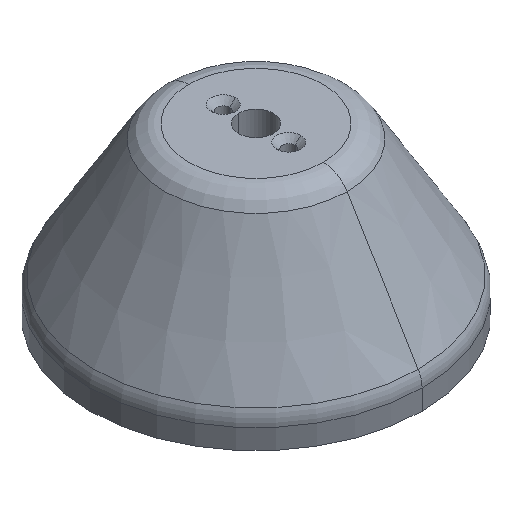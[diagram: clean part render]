
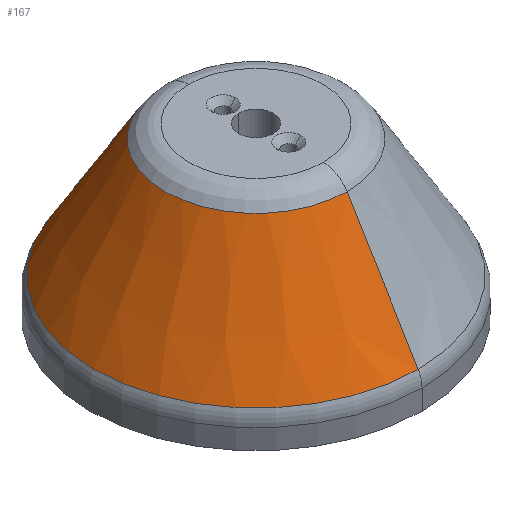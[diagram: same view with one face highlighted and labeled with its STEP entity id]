
A CAD part, isometric view. The second image highlights one B-rep face of the part: STEP entity #167.
In plain terms, the highlighted conical face has half-angle 30.964 degrees and reference radius 38.1 mm.
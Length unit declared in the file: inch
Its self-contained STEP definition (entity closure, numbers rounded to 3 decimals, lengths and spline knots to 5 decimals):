
#31 = AXIS2_PLACEMENT_3D ( 'NONE', #1605, #1775, #1050 ) ;
#116 = FACE_OUTER_BOUND ( 'NONE', #1526, .T. ) ;
#167 = ADVANCED_FACE ( 'NONE', ( #116 ), #1405, .T. ) ;
#312 = DIRECTION ( 'NONE',  ( 0., -1., 0. ) ) ;
#333 = VECTOR ( 'NONE', #1639, 39.37008 ) ;
#412 = CARTESIAN_POINT ( 'NONE',  ( 0., 1.5, 0.25 ) ) ;
#479 = CARTESIAN_POINT ( 'NONE',  ( 0., -1.46437, 0.30938 ) ) ;
#486 = DIRECTION ( 'NONE',  ( 0., -0.514, -0.857 ) ) ;
#516 = CARTESIAN_POINT ( 'NONE',  ( 0., 0.82283, 1.37862 ) ) ;
#617 = AXIS2_PLACEMENT_3D ( 'NONE', #1398, #1365, #312 ) ;
#621 = AXIS2_PLACEMENT_3D ( 'NONE', #1876, #1259, #1129 ) ;
#666 = VERTEX_POINT ( 'NONE', #516 ) ;
#751 = CARTESIAN_POINT ( 'NONE',  ( 0., 1.46437, 0.30938 ) ) ;
#791 = ORIENTED_EDGE ( 'NONE', *, *, #1123, .F. ) ;
#793 = LINE ( 'NONE', #1701, #1553 ) ;
#949 = VERTEX_POINT ( 'NONE', #751 ) ;
#977 = ORIENTED_EDGE ( 'NONE', *, *, #1019, .T. ) ;
#1019 = EDGE_CURVE ( 'NONE', #1261, #666, #1810, .T. ) ;
#1050 = DIRECTION ( 'NONE',  ( 0., 1., 0. ) ) ;
#1110 = VERTEX_POINT ( 'NONE', #479 ) ;
#1123 = EDGE_CURVE ( 'NONE', #1261, #1110, #793, .T. ) ;
#1129 = DIRECTION ( 'NONE',  ( 0., -1., 0. ) ) ;
#1235 = CIRCLE ( 'NONE', #617, 1.46437 ) ;
#1259 = DIRECTION ( 'NONE',  ( 0., 0., -1. ) ) ;
#1261 = VERTEX_POINT ( 'NONE', #1917 ) ;
#1287 = EDGE_CURVE ( 'NONE', #666, #949, #1758, .T. ) ;
#1353 = ORIENTED_EDGE ( 'NONE', *, *, #1287, .T. ) ;
#1365 = DIRECTION ( 'NONE',  ( 0., 0., 1. ) ) ;
#1398 = CARTESIAN_POINT ( 'NONE',  ( 0., 0., 0.30938 ) ) ;
#1405 = CONICAL_SURFACE ( 'NONE', #31, 1.5, 0.54 ) ;
#1436 = EDGE_CURVE ( 'NONE', #949, #1110, #1235, .T. ) ;
#1526 = EDGE_LOOP ( 'NONE', ( #791, #977, #1353, #1590 ) ) ;
#1553 = VECTOR ( 'NONE', #486, 39.37008 ) ;
#1590 = ORIENTED_EDGE ( 'NONE', *, *, #1436, .T. ) ;
#1605 = CARTESIAN_POINT ( 'NONE',  ( 0., 0., 0.25 ) ) ;
#1639 = DIRECTION ( 'NONE',  ( 0., 0.514, -0.857 ) ) ;
#1701 = CARTESIAN_POINT ( 'NONE',  ( 0., -1.5, 0.25 ) ) ;
#1758 = LINE ( 'NONE', #412, #333 ) ;
#1775 = DIRECTION ( 'NONE',  ( 0., 0., -1. ) ) ;
#1810 = CIRCLE ( 'NONE', #621, 0.82283 ) ;
#1876 = CARTESIAN_POINT ( 'NONE',  ( 0., 0., 1.37862 ) ) ;
#1917 = CARTESIAN_POINT ( 'NONE',  ( 0., -0.82283, 1.37862 ) ) ;
